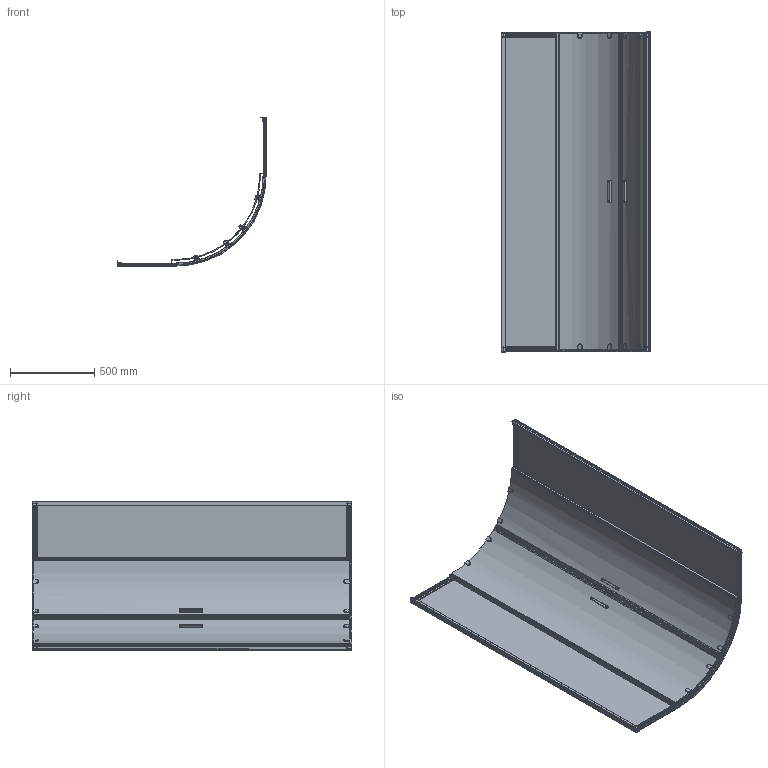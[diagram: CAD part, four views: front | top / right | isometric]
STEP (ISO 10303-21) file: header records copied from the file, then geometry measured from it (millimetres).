
FILE_DESCRIPTION((''),'2;1');
FILE_NAME('DC2-C342-900X900X1900_ASM','2023-09-19T08:02:14',('Administrator'),(''),'CREO PARAMETRIC BY PTC INC, 2016390','CREO PARAMETRIC BY PTC INC, 2016390','');
FILE_SCHEMA(('CONFIG_CONTROL_DESIGN'));
Length unit declared in the file: millimetre
Products named in the file (25): EC2-001-1900; EC2-002-9000; EC2-003-80A; _3510001; EC2-9000001_ASM; _EC2-201LA0001; EC2-201RA; EC2-202LB; EC2-202RB; _351X1856X500; _18800; 1A00; 1A000; PRT00071A; PRT00081A; PRT0006A; PRT0003A; A00; PRT0004A; EC2-190000_ASM; 120-1-AA00; 120--AA00; 120-1-EC2000_ASM; DC2-C342-900X900X1900_ASM
Assembly tree (37 placements, depth 3):
  DC2-C342-900X900X1900_ASM
    EC2-001-1900  x2
    EC2-9000001_ASM  x2
      EC2-002-9000
      EC2-003-80A
      _3510001
    _EC2-201LA0001  x2
    EC2-201RA  x2
    EC2-202LB
    EC2-202RB
    _351X1856X500  x2
    EC2-190000_ASM
      _18800
      1A00  x4
      1A000  x2
      PRT00071A
      PRT00081A
      PRT0006A
      PRT0003A
      A00
      PRT0004A
    120-1-EC2000_ASM  x2
      120-1-AA00
      120-1-AA00
      120--AA00
Bounding box: 890.96 x 1901.26 x 891.06 mm (x, y, z)
Volume: 15343570.3 mm3; surface area: 8271912.3 mm2
Topology: 48 solids, 50 shells, 2953 faces, 7759 edges, 5006 vertices
Faces by surface type: plane 1464, cylinder 1133, torus 164, bspline 86, sphere 42, cone 32, extrusion 22, revolution 10
Entity records: 51597 total; most frequent: CARTESIAN_POINT 13457, DIRECTION 8028, ORIENTED_EDGE 7810, EDGE_CURVE 3905, AXIS2_PLACEMENT_3D 2811, VERTEX_POINT 2527, VECTOR 2398, LINE 2383
